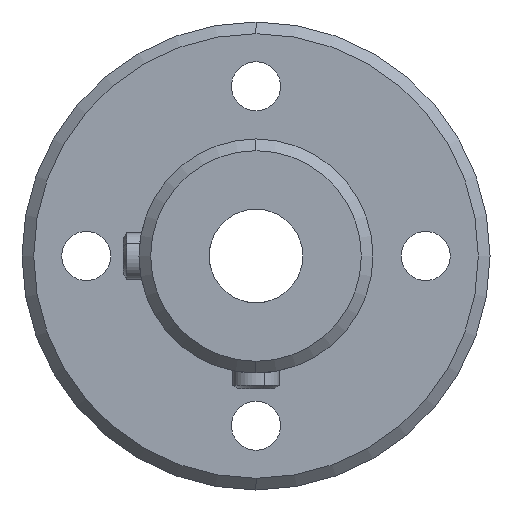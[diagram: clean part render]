
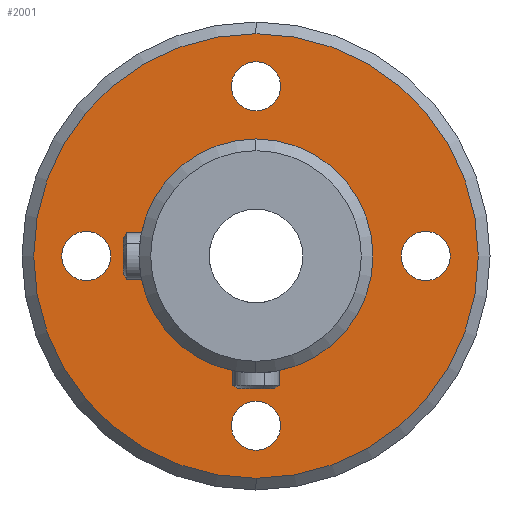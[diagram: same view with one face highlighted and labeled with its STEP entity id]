
A CAD part, left-side view. The second image highlights one B-rep face of the part: STEP entity #2001.
In plain terms, the highlighted planar face has unit normal (-1, 0, 0).
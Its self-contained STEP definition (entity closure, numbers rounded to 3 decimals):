
#14 = EDGE_LOOP ( 'NONE', ( #1608, #285 ) ) ;
#30 = AXIS2_PLACEMENT_3D ( 'NONE', #630, #2084, #272 ) ;
#46 = CARTESIAN_POINT ( 'NONE',  ( 15., 0., -10. ) ) ;
#89 = DIRECTION ( 'NONE',  ( 1., 0., 0. ) ) ;
#94 = CARTESIAN_POINT ( 'NONE',  ( 15., 0., 14.5 ) ) ;
#97 = FACE_BOUND ( 'NONE', #1214, .T. ) ;
#104 = DIRECTION ( 'NONE',  ( 0., 0., -1. ) ) ;
#112 = CARTESIAN_POINT ( 'NONE',  ( 15., 10., 0. ) ) ;
#113 = DIRECTION ( 'NONE',  ( -1., 0., 0. ) ) ;
#153 = DIRECTION ( 'NONE',  ( -1., 0., 0. ) ) ;
#189 = CIRCLE ( 'NONE', #30, 10. ) ;
#237 = EDGE_CURVE ( 'NONE', #515, #479, #1995, .T. ) ;
#251 = CARTESIAN_POINT ( 'NONE',  ( 15., 0., -14.5 ) ) ;
#272 = DIRECTION ( 'NONE',  ( 0., 0., 1. ) ) ;
#273 = DIRECTION ( 'NONE',  ( 0., 0., -1. ) ) ;
#285 = ORIENTED_EDGE ( 'NONE', *, *, #956, .T. ) ;
#312 = CIRCLE ( 'NONE', #1221, 2.1 ) ;
#344 = ORIENTED_EDGE ( 'NONE', *, *, #930, .T. ) ;
#416 = AXIS2_PLACEMENT_3D ( 'NONE', #1945, #1031, #2277 ) ;
#425 = DIRECTION ( 'NONE',  ( 0., 0., -1. ) ) ;
#479 = VERTEX_POINT ( 'NONE', #1330 ) ;
#515 = VERTEX_POINT ( 'NONE', #530 ) ;
#526 = CIRCLE ( 'NONE', #649, 10. ) ;
#530 = CARTESIAN_POINT ( 'NONE',  ( 15., 0., -19. ) ) ;
#532 = CARTESIAN_POINT ( 'NONE',  ( 15., 14.5, 2.1 ) ) ;
#560 = AXIS2_PLACEMENT_3D ( 'NONE', #710, #2164, #1998 ) ;
#566 = CARTESIAN_POINT ( 'NONE',  ( 15., 0., 10. ) ) ;
#584 = CARTESIAN_POINT ( 'NONE',  ( 15., -14.5, -2.1 ) ) ;
#594 = DIRECTION ( 'NONE',  ( 1., 0., 0. ) ) ;
#601 = CARTESIAN_POINT ( 'NONE',  ( 15., 0., 12.4 ) ) ;
#618 = CARTESIAN_POINT ( 'NONE',  ( 15., 0., -14.5 ) ) ;
#620 = AXIS2_PLACEMENT_3D ( 'NONE', #2098, #113, #822 ) ;
#630 = CARTESIAN_POINT ( 'NONE',  ( 15., 0., 0. ) ) ;
#631 = CARTESIAN_POINT ( 'NONE',  ( 15., -14.5, 0. ) ) ;
#649 = AXIS2_PLACEMENT_3D ( 'NONE', #2329, #153, #1431 ) ;
#650 = CARTESIAN_POINT ( 'NONE',  ( 15., -14.5, 0. ) ) ;
#710 = CARTESIAN_POINT ( 'NONE',  ( 15., 0., 14.5 ) ) ;
#728 = AXIS2_PLACEMENT_3D ( 'NONE', #631, #1317, #425 ) ;
#812 = FACE_BOUND ( 'NONE', #903, .T. ) ;
#819 = DIRECTION ( 'NONE',  ( 0., 0., -1. ) ) ;
#822 = DIRECTION ( 'NONE',  ( 0., 0., -1. ) ) ;
#830 = DIRECTION ( 'NONE',  ( 1., 0., 0. ) ) ;
#835 = FACE_BOUND ( 'NONE', #14, .T. ) ;
#846 = DIRECTION ( 'NONE',  ( 1., 0., 0. ) ) ;
#847 = CIRCLE ( 'NONE', #1416, 2.1 ) ;
#903 = EDGE_LOOP ( 'NONE', ( #344, #2094 ) ) ;
#910 = EDGE_CURVE ( 'NONE', #1705, #2291, #917, .T. ) ;
#917 = CIRCLE ( 'NONE', #2244, 2.1 ) ;
#924 = ORIENTED_EDGE ( 'NONE', *, *, #944, .T. ) ;
#930 = EDGE_CURVE ( 'NONE', #1778, #1494, #2365, .T. ) ;
#944 = EDGE_CURVE ( 'NONE', #1374, #1891, #2135, .T. ) ;
#956 = EDGE_CURVE ( 'NONE', #2291, #1705, #847, .T. ) ;
#961 = EDGE_CURVE ( 'NONE', #1929, #2036, #312, .T. ) ;
#971 = DIRECTION ( 'NONE',  ( 0., 0., -1. ) ) ;
#977 = EDGE_LOOP ( 'NONE', ( #1369, #1313 ) ) ;
#1031 = DIRECTION ( 'NONE',  ( 1., 0., 0. ) ) ;
#1034 = FACE_OUTER_BOUND ( 'NONE', #1267, .T. ) ;
#1053 = ORIENTED_EDGE ( 'NONE', *, *, #2074, .F. ) ;
#1059 = EDGE_CURVE ( 'NONE', #479, #515, #2285, .T. ) ;
#1080 = CARTESIAN_POINT ( 'NONE',  ( 15., 14.5, -2.1 ) ) ;
#1145 = DIRECTION ( 'NONE',  ( 1., 0., 0. ) ) ;
#1163 = CARTESIAN_POINT ( 'NONE',  ( 15., 0., -16.6 ) ) ;
#1165 = DIRECTION ( 'NONE',  ( -1., 0., 0. ) ) ;
#1187 = CARTESIAN_POINT ( 'NONE',  ( 15., 14.5, 0. ) ) ;
#1214 = EDGE_LOOP ( 'NONE', ( #924, #1284 ) ) ;
#1221 = AXIS2_PLACEMENT_3D ( 'NONE', #1187, #2091, #971 ) ;
#1239 = ORIENTED_EDGE ( 'NONE', *, *, #2044, .F. ) ;
#1261 = AXIS2_PLACEMENT_3D ( 'NONE', #2225, #1165, #1524 ) ;
#1267 = EDGE_LOOP ( 'NONE', ( #2191, #1477 ) ) ;
#1284 = ORIENTED_EDGE ( 'NONE', *, *, #1668, .T. ) ;
#1313 = ORIENTED_EDGE ( 'NONE', *, *, #2179, .T. ) ;
#1317 = DIRECTION ( 'NONE',  ( 1., 0., 0. ) ) ;
#1330 = CARTESIAN_POINT ( 'NONE',  ( 15., 0., 19. ) ) ;
#1365 = AXIS2_PLACEMENT_3D ( 'NONE', #650, #89, #104 ) ;
#1369 = ORIENTED_EDGE ( 'NONE', *, *, #961, .T. ) ;
#1374 = VERTEX_POINT ( 'NONE', #584 ) ;
#1416 = AXIS2_PLACEMENT_3D ( 'NONE', #251, #1145, #819 ) ;
#1431 = DIRECTION ( 'NONE',  ( 0., 0., 1. ) ) ;
#1443 = CIRCLE ( 'NONE', #416, 2.1 ) ;
#1469 = CARTESIAN_POINT ( 'NONE',  ( 15., 0., -12.4 ) ) ;
#1470 = CARTESIAN_POINT ( 'NONE',  ( 15., -14.5, 2.1 ) ) ;
#1471 = VERTEX_POINT ( 'NONE', #566 ) ;
#1477 = ORIENTED_EDGE ( 'NONE', *, *, #1059, .T. ) ;
#1494 = VERTEX_POINT ( 'NONE', #1673 ) ;
#1524 = DIRECTION ( 'NONE',  ( 0., 0., -1. ) ) ;
#1536 = VERTEX_POINT ( 'NONE', #46 ) ;
#1573 = AXIS2_PLACEMENT_3D ( 'NONE', #94, #830, #2060 ) ;
#1578 = DIRECTION ( 'NONE',  ( 0., 0., -1. ) ) ;
#1599 = CIRCLE ( 'NONE', #560, 2.1 ) ;
#1608 = ORIENTED_EDGE ( 'NONE', *, *, #910, .T. ) ;
#1668 = EDGE_CURVE ( 'NONE', #1891, #1374, #1679, .T. ) ;
#1673 = CARTESIAN_POINT ( 'NONE',  ( 15., 0., 16.6 ) ) ;
#1679 = CIRCLE ( 'NONE', #1365, 2.1 ) ;
#1701 = EDGE_CURVE ( 'NONE', #1494, #1778, #1599, .T. ) ;
#1705 = VERTEX_POINT ( 'NONE', #1163 ) ;
#1778 = VERTEX_POINT ( 'NONE', #601 ) ;
#1794 = AXIS2_PLACEMENT_3D ( 'NONE', #112, #846, #1578 ) ;
#1891 = VERTEX_POINT ( 'NONE', #1470 ) ;
#1929 = VERTEX_POINT ( 'NONE', #1080 ) ;
#1933 = PLANE ( 'NONE',  #1794 ) ;
#1945 = CARTESIAN_POINT ( 'NONE',  ( 15., 14.5, 0. ) ) ;
#1995 = CIRCLE ( 'NONE', #1261, 19. ) ;
#1998 = DIRECTION ( 'NONE',  ( 0., 0., -1. ) ) ;
#2001 = ADVANCED_FACE ( 'NONE', ( #812, #97, #835, #2279, #1034, #2108 ), #1933, .F. ) ;
#2036 = VERTEX_POINT ( 'NONE', #532 ) ;
#2044 = EDGE_CURVE ( 'NONE', #1536, #1471, #526, .T. ) ;
#2060 = DIRECTION ( 'NONE',  ( 0., 0., -1. ) ) ;
#2074 = EDGE_CURVE ( 'NONE', #1471, #1536, #189, .T. ) ;
#2084 = DIRECTION ( 'NONE',  ( -1., 0., 0. ) ) ;
#2091 = DIRECTION ( 'NONE',  ( 1., 0., 0. ) ) ;
#2094 = ORIENTED_EDGE ( 'NONE', *, *, #1701, .T. ) ;
#2098 = CARTESIAN_POINT ( 'NONE',  ( 15., 0., 0. ) ) ;
#2108 = FACE_BOUND ( 'NONE', #2336, .T. ) ;
#2135 = CIRCLE ( 'NONE', #728, 2.1 ) ;
#2164 = DIRECTION ( 'NONE',  ( 1., 0., 0. ) ) ;
#2179 = EDGE_CURVE ( 'NONE', #2036, #1929, #1443, .T. ) ;
#2191 = ORIENTED_EDGE ( 'NONE', *, *, #237, .T. ) ;
#2225 = CARTESIAN_POINT ( 'NONE',  ( 15., 0., 0. ) ) ;
#2244 = AXIS2_PLACEMENT_3D ( 'NONE', #618, #594, #273 ) ;
#2277 = DIRECTION ( 'NONE',  ( 0., 0., -1. ) ) ;
#2279 = FACE_BOUND ( 'NONE', #977, .T. ) ;
#2285 = CIRCLE ( 'NONE', #620, 19. ) ;
#2291 = VERTEX_POINT ( 'NONE', #1469 ) ;
#2329 = CARTESIAN_POINT ( 'NONE',  ( 15., 0., 0. ) ) ;
#2336 = EDGE_LOOP ( 'NONE', ( #1053, #1239 ) ) ;
#2365 = CIRCLE ( 'NONE', #1573, 2.1 ) ;
